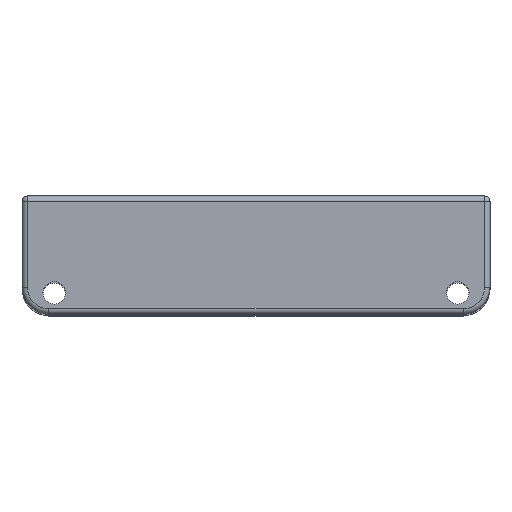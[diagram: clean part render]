
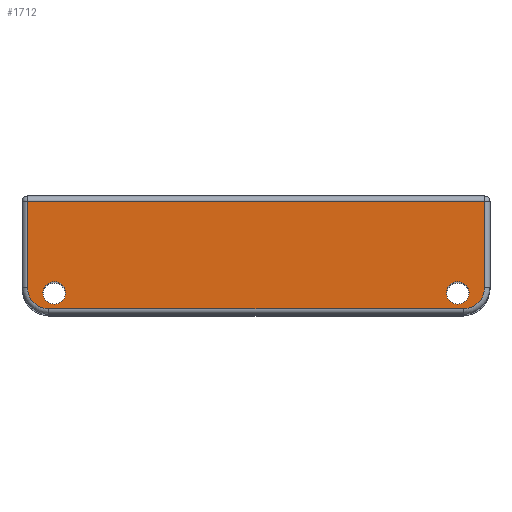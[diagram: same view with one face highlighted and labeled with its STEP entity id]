
A CAD part, top view. The second image highlights one B-rep face of the part: STEP entity #1712.
In plain terms, the highlighted planar face has unit normal (0, 0, 1).
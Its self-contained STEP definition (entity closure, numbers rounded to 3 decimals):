
#32 = VERTEX_POINT ( 'NONE', #1701 ) ;
#55 = CARTESIAN_POINT ( 'NONE',  ( -39.6, -10., 90. ) ) ;
#66 = EDGE_CURVE ( 'NONE', #32, #400, #1632, .T. ) ;
#142 = VERTEX_POINT ( 'NONE', #55 ) ;
#151 = DIRECTION ( 'NONE',  ( 0., 0., -1. ) ) ;
#185 = ORIENTED_EDGE ( 'NONE', *, *, #2724, .T. ) ;
#238 = DIRECTION ( 'NONE',  ( 0., 0., 1. ) ) ;
#255 = DIRECTION ( 'NONE',  ( -1., 0., 0. ) ) ;
#262 = ORIENTED_EDGE ( 'NONE', *, *, #1235, .T. ) ;
#288 = EDGE_LOOP ( 'NONE', ( #262, #2952, #511, #185, #622, #2427 ) ) ;
#298 = DIRECTION ( 'NONE',  ( 0., 0., -1. ) ) ;
#305 = LINE ( 'NONE', #1760, #1811 ) ;
#400 = VERTEX_POINT ( 'NONE', #2216 ) ;
#404 = CARTESIAN_POINT ( 'NONE',  ( -42.5, -9., 90. ) ) ;
#433 = DIRECTION ( 'NONE',  ( 0., -1., 0. ) ) ;
#454 = CARTESIAN_POINT ( 'NONE',  ( 37.5, -10., 90. ) ) ;
#480 = CARTESIAN_POINT ( 'NONE',  ( -43.5, 8., 90. ) ) ;
#508 = CARTESIAN_POINT ( 'NONE',  ( -38.5, -13., 90. ) ) ;
#511 = ORIENTED_EDGE ( 'NONE', *, *, #2196, .T. ) ;
#580 = CARTESIAN_POINT ( 'NONE',  ( 38.5, -13., 90. ) ) ;
#590 = CARTESIAN_POINT ( 'NONE',  ( -42.5, 7., 90. ) ) ;
#622 = ORIENTED_EDGE ( 'NONE', *, *, #1753, .T. ) ;
#647 = VECTOR ( 'NONE', #843, 1000. ) ;
#662 = EDGE_LOOP ( 'NONE', ( #2163, #1910 ) ) ;
#717 = DIRECTION ( 'NONE',  ( 0., 0., -1. ) ) ;
#753 = AXIS2_PLACEMENT_3D ( 'NONE', #1530, #151, #2847 ) ;
#820 = EDGE_CURVE ( 'NONE', #2376, #142, #2900, .T. ) ;
#843 = DIRECTION ( 'NONE',  ( -1., 0., 0. ) ) ;
#900 = FACE_BOUND ( 'NONE', #2711, .T. ) ;
#912 = EDGE_CURVE ( 'NONE', #1026, #1941, #2774, .T. ) ;
#967 = AXIS2_PLACEMENT_3D ( 'NONE', #480, #2315, #2788 ) ;
#1005 = DIRECTION ( 'NONE',  ( -1., 0., 0. ) ) ;
#1026 = VERTEX_POINT ( 'NONE', #1483 ) ;
#1052 = VERTEX_POINT ( 'NONE', #590 ) ;
#1235 = EDGE_CURVE ( 'NONE', #2668, #32, #2064, .T. ) ;
#1260 = ORIENTED_EDGE ( 'NONE', *, *, #820, .T. ) ;
#1355 = CARTESIAN_POINT ( 'NONE',  ( 38.5, -9., 90. ) ) ;
#1377 = DIRECTION ( 'NONE',  ( -1., 0., 0. ) ) ;
#1421 = AXIS2_PLACEMENT_3D ( 'NONE', #1355, #238, #2507 ) ;
#1451 = CARTESIAN_POINT ( 'NONE',  ( 42.5, 8., 90. ) ) ;
#1483 = CARTESIAN_POINT ( 'NONE',  ( 39.6, -10., 90. ) ) ;
#1525 = AXIS2_PLACEMENT_3D ( 'NONE', #2771, #717, #255 ) ;
#1530 = CARTESIAN_POINT ( 'NONE',  ( 37.5, -10., 90. ) ) ;
#1553 = CARTESIAN_POINT ( 'NONE',  ( 35.4, -10., 90. ) ) ;
#1574 = VECTOR ( 'NONE', #2467, 1000. ) ;
#1589 = CARTESIAN_POINT ( 'NONE',  ( 38.5, -13., 90. ) ) ;
#1632 = LINE ( 'NONE', #1451, #2023 ) ;
#1691 = AXIS2_PLACEMENT_3D ( 'NONE', #1889, #298, #1005 ) ;
#1701 = CARTESIAN_POINT ( 'NONE',  ( 42.5, -9., 90. ) ) ;
#1712 = ADVANCED_FACE ( 'NONE', ( #2110, #900, #2255 ), #1854, .F. ) ;
#1747 = EDGE_CURVE ( 'NONE', #142, #2376, #2542, .T. ) ;
#1753 = EDGE_CURVE ( 'NONE', #2265, #2826, #1962, .T. ) ;
#1760 = CARTESIAN_POINT ( 'NONE',  ( -42.5, 8., 90. ) ) ;
#1811 = VECTOR ( 'NONE', #433, 1000. ) ;
#1854 = PLANE ( 'NONE',  #967 ) ;
#1889 = CARTESIAN_POINT ( 'NONE',  ( -37.5, -10., 90. ) ) ;
#1896 = CARTESIAN_POINT ( 'NONE',  ( -38.5, -9., 90. ) ) ;
#1910 = ORIENTED_EDGE ( 'NONE', *, *, #912, .T. ) ;
#1915 = DIRECTION ( 'NONE',  ( 0., 1., 0. ) ) ;
#1916 = DIRECTION ( 'NONE',  ( -1., 0., 0. ) ) ;
#1941 = VERTEX_POINT ( 'NONE', #1553 ) ;
#1962 = CIRCLE ( 'NONE', #2554, 4. ) ;
#2023 = VECTOR ( 'NONE', #1915, 1000. ) ;
#2064 = CIRCLE ( 'NONE', #1421, 4. ) ;
#2069 = EDGE_CURVE ( 'NONE', #2826, #2668, #2186, .T. ) ;
#2100 = CARTESIAN_POINT ( 'NONE',  ( -35.4, -10., 90. ) ) ;
#2110 = FACE_OUTER_BOUND ( 'NONE', #288, .T. ) ;
#2163 = ORIENTED_EDGE ( 'NONE', *, *, #2492, .T. ) ;
#2186 = LINE ( 'NONE', #1589, #1574 ) ;
#2196 = EDGE_CURVE ( 'NONE', #400, #1052, #2391, .T. ) ;
#2216 = CARTESIAN_POINT ( 'NONE',  ( 42.5, 7., 90. ) ) ;
#2229 = CARTESIAN_POINT ( 'NONE',  ( -43.5, 7., 90. ) ) ;
#2255 = FACE_BOUND ( 'NONE', #662, .T. ) ;
#2265 = VERTEX_POINT ( 'NONE', #404 ) ;
#2315 = DIRECTION ( 'NONE',  ( 0., 0., -1. ) ) ;
#2367 = ORIENTED_EDGE ( 'NONE', *, *, #1747, .T. ) ;
#2376 = VERTEX_POINT ( 'NONE', #2100 ) ;
#2391 = LINE ( 'NONE', #2229, #647 ) ;
#2427 = ORIENTED_EDGE ( 'NONE', *, *, #2069, .T. ) ;
#2467 = DIRECTION ( 'NONE',  ( 1., 0., 0. ) ) ;
#2492 = EDGE_CURVE ( 'NONE', #1941, #1026, #2917, .T. ) ;
#2507 = DIRECTION ( 'NONE',  ( -1., 0., 0. ) ) ;
#2516 = DIRECTION ( 'NONE',  ( 0., 0., -1. ) ) ;
#2542 = CIRCLE ( 'NONE', #1691, 2.1 ) ;
#2554 = AXIS2_PLACEMENT_3D ( 'NONE', #1896, #2795, #1916 ) ;
#2598 = AXIS2_PLACEMENT_3D ( 'NONE', #454, #2516, #1377 ) ;
#2668 = VERTEX_POINT ( 'NONE', #580 ) ;
#2711 = EDGE_LOOP ( 'NONE', ( #2367, #1260 ) ) ;
#2724 = EDGE_CURVE ( 'NONE', #1052, #2265, #305, .T. ) ;
#2771 = CARTESIAN_POINT ( 'NONE',  ( -37.5, -10., 90. ) ) ;
#2774 = CIRCLE ( 'NONE', #2598, 2.1 ) ;
#2788 = DIRECTION ( 'NONE',  ( -1., 0., 0. ) ) ;
#2795 = DIRECTION ( 'NONE',  ( 0., 0., 1. ) ) ;
#2826 = VERTEX_POINT ( 'NONE', #508 ) ;
#2847 = DIRECTION ( 'NONE',  ( -1., 0., 0. ) ) ;
#2900 = CIRCLE ( 'NONE', #1525, 2.1 ) ;
#2917 = CIRCLE ( 'NONE', #753, 2.1 ) ;
#2952 = ORIENTED_EDGE ( 'NONE', *, *, #66, .T. ) ;
